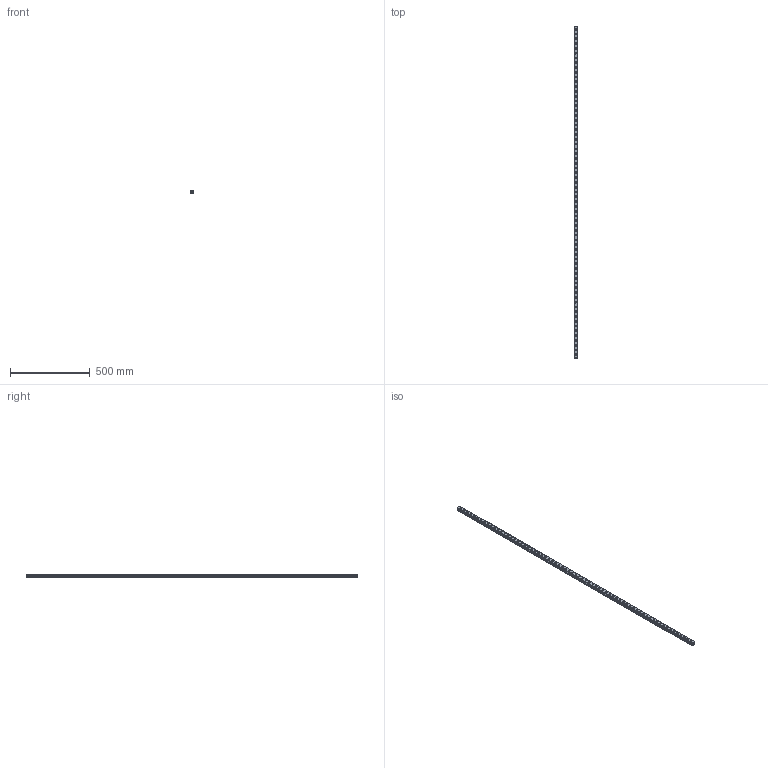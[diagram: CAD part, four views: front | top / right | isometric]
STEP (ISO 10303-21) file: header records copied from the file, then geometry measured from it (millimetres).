
FILE_DESCRIPTION(('STEP AP214'),'1');
FILE_NAME('cctmp_94B16CFC-334A-42A6-A7F0-2D32F088E974_2021_03_11_09_57_20_0436..stp','2021-03-11T08:57:20',('HIWIN GmbH'),('CADClick - www.CADClick.com'),'Spatial InterOp 3D',' ','unknown authorization');
FILE_SCHEMA(('AUTOMOTIVE_DESIGN'));
Length unit declared in the file: millimetre
Products named in the file (1): RGR25R2080H_FILE
Bounding box: 23 x 2080 x 23.6 mm (x, y, z)
Volume: 834561.6 mm3; surface area: 258145.6 mm2
Topology: 1 solids, 1 shells, 738 faces, 1575 edges, 1050 vertices
Faces by surface type: cylinder 432, plane 306
Entity records: 26251 total; most frequent: DIRECTION 3917, CARTESIAN_POINT 3364, ORIENTED_EDGE 3150, AXIS2_PLACEMENT_3D 1603, EDGE_CURVE 1575, VERTEX_POINT 1050, EDGE_LOOP 949, CIRCLE 864
